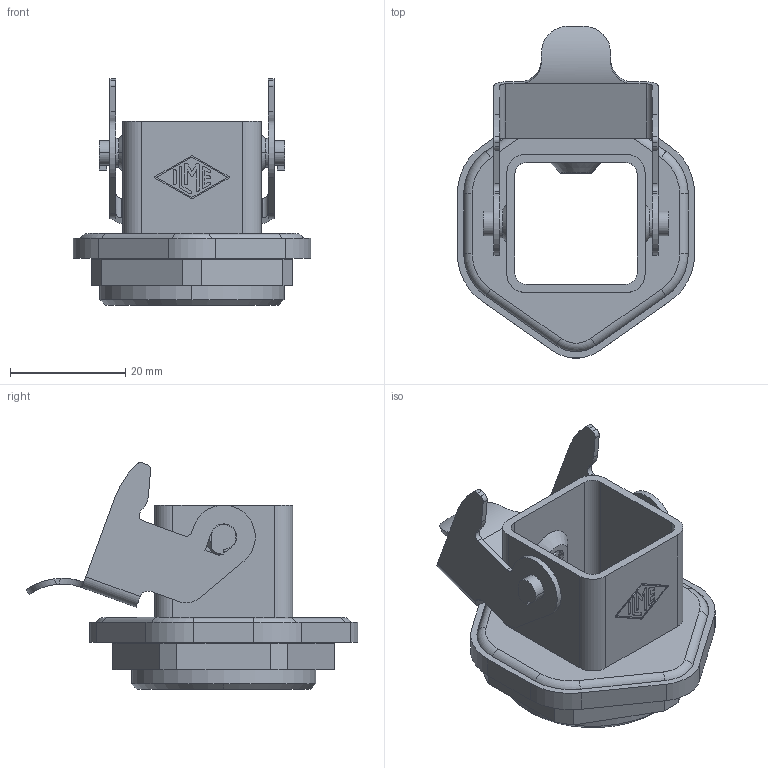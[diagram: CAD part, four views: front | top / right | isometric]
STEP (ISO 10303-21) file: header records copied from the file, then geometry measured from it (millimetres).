
FILE_DESCRIPTION(('Creo Elements/Direct Modeling STEP Export'),'2;1');
FILE_NAME('0ln7uvk59sn6bgh3488','2021-03-25T14:25:28',(''),(''),'Creo Elements/Direct Modeling STEP processor for AP214 (Solid Model)','Creo Elements/Direct Modeling 20.1B 02-Apr-2019 (C) Parametric Technology GmbH','');
FILE_SCHEMA(('AUTOMOTIVE_DESIGN { 1 0 10303 214 1 1 1 1 }'));
Length unit declared in the file: millimetre
Products named in the file (4): MKAXX_IFC; Counternut
Assembly tree (2 placements, depth 2):
  MKAXX_IFC
    MKAXX_IFC
  Counternut
    Counternut
Bounding box: 41.2 x 57.64 x 39.4 mm (x, y, z)
Volume: 11879.2 mm3; surface area: 12369.9 mm2
Topology: 2 solids, 2 shells, 233 faces, 650 edges, 431 vertices
Faces by surface type: plane 122, cylinder 94, cone 11, torus 6
Entity records: 10679 total; most frequent: CARTESIAN_POINT 3768, ORIENTED_EDGE 1300, DIRECTION 1172, EDGE_CURVE 650, VERTEX_POINT 431, AXIS2_PLACEMENT_3D 392, VECTOR 388, LINE 388
